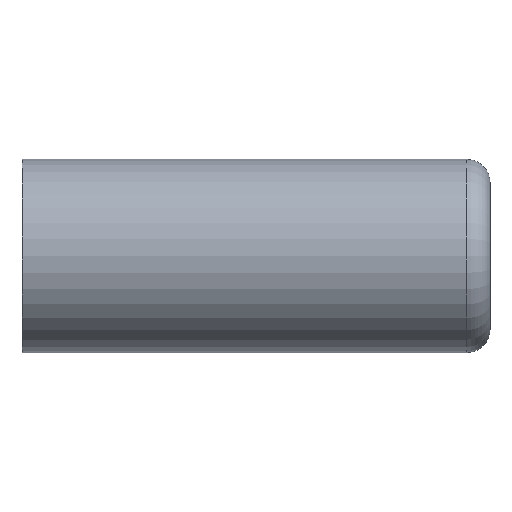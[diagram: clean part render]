
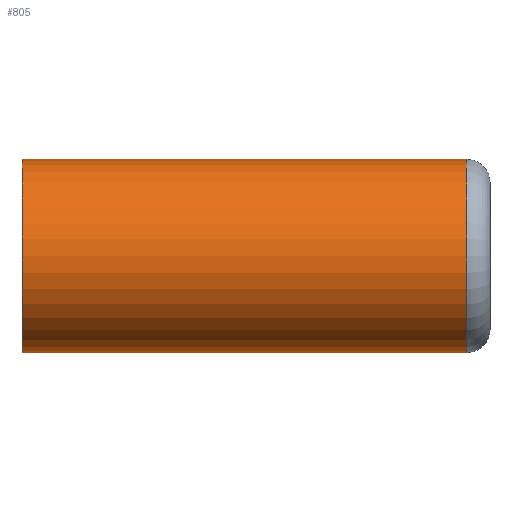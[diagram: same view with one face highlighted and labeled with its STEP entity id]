
A CAD part, top view. The second image highlights one B-rep face of the part: STEP entity #805.
In plain terms, the highlighted cylindrical face has radius 2.5 mm (diameter 5 mm), a partial arc.
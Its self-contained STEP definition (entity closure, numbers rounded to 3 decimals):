
#7=CARTESIAN_POINT('',(0.,0.,0.));
#8=DIRECTION('',(1.,0.,0.));
#9=DIRECTION('',(0.,1.,0.));
#10=AXIS2_PLACEMENT_3D('',#7,#8,#9);
#262=DIRECTION('',(-1.,0.,0.));
#263=VECTOR('',#262,11.505);
#264=CARTESIAN_POINT('',(11.505,2.5,0.));
#265=LINE('',#264,#263);
#266=DIRECTION('',(-1.,0.,0.));
#267=VECTOR('',#266,11.505);
#268=CARTESIAN_POINT('',(11.505,-2.5,0.));
#269=LINE('',#268,#267);
#275=CARTESIAN_POINT('',(11.505,0.,0.));
#276=DIRECTION('',(1.,0.,0.));
#277=DIRECTION('',(0.,1.,0.));
#278=AXIS2_PLACEMENT_3D('',#275,#276,#277);
#313=CARTESIAN_POINT('',(11.505,2.5,0.));
#315=VERTEX_POINT('',#313);
#316=CARTESIAN_POINT('',(0.,2.5,0.));
#317=VERTEX_POINT('',#316);
#323=CARTESIAN_POINT('',(11.505,-2.5,0.));
#325=VERTEX_POINT('',#323);
#326=CARTESIAN_POINT('',(0.,-2.5,0.));
#327=VERTEX_POINT('',#326);
#794=CARTESIAN_POINT('',(-0.605,0.,0.));
#795=DIRECTION('',(1.,0.,0.));
#796=DIRECTION('',(0.,-1.,0.));
#797=AXIS2_PLACEMENT_3D('',#794,#795,#796);
#798=CYLINDRICAL_SURFACE('',#797,2.5);
#799=ORIENTED_EDGE('',*,*,#785,.F.);
#800=ORIENTED_EDGE('',*,*,#762,.T.);
#801=ORIENTED_EDGE('',*,*,#788,.T.);
#802=ORIENTED_EDGE('',*,*,#391,.F.);
#803=EDGE_LOOP('',(#799,#800,#801,#802));
#804=FACE_OUTER_BOUND('',#803,.F.);
#805=ADVANCED_FACE('',(#804),#798,.T.);
#11=CIRCLE('',#10,2.5);
#279=CIRCLE('',#278,2.5);
#391=EDGE_CURVE('',#317,#327,#11,.T.);
#762=EDGE_CURVE('',#315,#325,#279,.T.);
#785=EDGE_CURVE('',#315,#317,#265,.T.);
#788=EDGE_CURVE('',#325,#327,#269,.T.);
